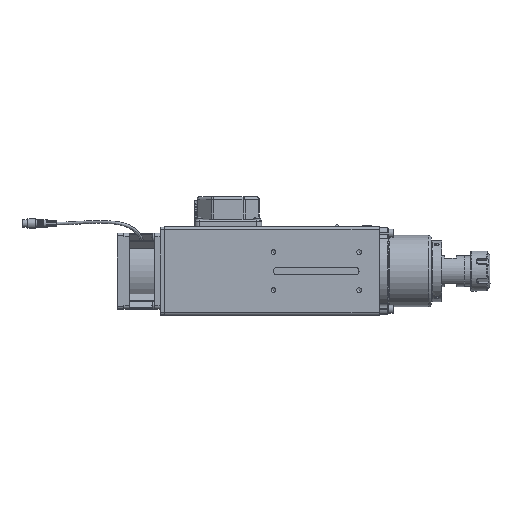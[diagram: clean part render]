
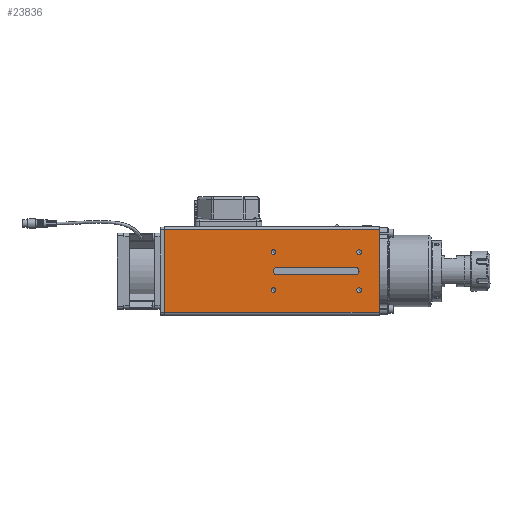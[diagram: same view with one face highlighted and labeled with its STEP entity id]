
A CAD part, left-side view. The second image highlights one B-rep face of the part: STEP entity #23836.
In plain terms, the highlighted planar face has unit normal (-1, 0, 0).
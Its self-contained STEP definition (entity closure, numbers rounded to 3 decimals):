
#2390=CIRCLE('',#25460,2.459);
#2391=CIRCLE('',#25461,2.459);
#2392=CIRCLE('',#25462,2.459);
#2393=CIRCLE('',#25463,2.459);
#2394=CIRCLE('',#25464,2.459);
#2395=CIRCLE('',#25465,2.459);
#2396=CIRCLE('',#25466,2.459);
#2397=CIRCLE('',#25467,2.459);
#2398=CIRCLE('',#25468,4.);
#2399=CIRCLE('',#25469,4.);
#4691=VERTEX_POINT('',#45846);
#4692=VERTEX_POINT('',#45847);
#4699=VERTEX_POINT('',#45863);
#4700=VERTEX_POINT('',#45864);
#4701=VERTEX_POINT('',#45867);
#4702=VERTEX_POINT('',#45868);
#4703=VERTEX_POINT('',#45871);
#4704=VERTEX_POINT('',#45872);
#4705=VERTEX_POINT('',#45875);
#4706=VERTEX_POINT('',#45876);
#4707=VERTEX_POINT('',#45879);
#4708=VERTEX_POINT('',#45880);
#4709=VERTEX_POINT('',#45882);
#4710=VERTEX_POINT('',#45884);
#4711=VERTEX_POINT('',#45887);
#4712=VERTEX_POINT('',#45888);
#7066=VECTOR('',#29725,1.);
#7070=VECTOR('',#29754,1.);
#7071=VECTOR('',#29757,1.);
#7072=VECTOR('',#29760,1.);
#7073=VECTOR('',#29761,1.);
#7074=VECTOR('',#29762,1.);
#9237=LINE('',#45845,#7066);
#9241=LINE('',#45878,#7070);
#9242=LINE('',#45883,#7071);
#9243=LINE('',#45886,#7072);
#9244=LINE('',#45889,#7073);
#9245=LINE('',#45890,#7074);
#12032=EDGE_CURVE('',#4691,#4692,#9237,.F.);
#12040=EDGE_CURVE('',#4699,#4700,#2390,.T.);
#12041=EDGE_CURVE('',#4700,#4699,#2391,.T.);
#12042=EDGE_CURVE('',#4701,#4702,#2392,.T.);
#12043=EDGE_CURVE('',#4702,#4701,#2393,.T.);
#12044=EDGE_CURVE('',#4703,#4704,#2394,.T.);
#12045=EDGE_CURVE('',#4704,#4703,#2395,.T.);
#12046=EDGE_CURVE('',#4705,#4706,#2396,.T.);
#12047=EDGE_CURVE('',#4706,#4705,#2397,.T.);
#12048=EDGE_CURVE('',#4707,#4708,#9241,.F.);
#12049=EDGE_CURVE('',#4709,#4707,#2398,.F.);
#12050=EDGE_CURVE('',#4710,#4709,#9242,.F.);
#12051=EDGE_CURVE('',#4708,#4710,#2399,.F.);
#12052=EDGE_CURVE('',#4711,#4712,#9243,.F.);
#12053=EDGE_CURVE('',#4712,#4692,#9244,.F.);
#12054=EDGE_CURVE('',#4691,#4711,#9245,.T.);
#17529=ORIENTED_EDGE('',*,*,#12040,.T.);
#17530=ORIENTED_EDGE('',*,*,#12041,.T.);
#17531=ORIENTED_EDGE('',*,*,#12042,.T.);
#17532=ORIENTED_EDGE('',*,*,#12043,.T.);
#17533=ORIENTED_EDGE('',*,*,#12044,.T.);
#17534=ORIENTED_EDGE('',*,*,#12045,.T.);
#17535=ORIENTED_EDGE('',*,*,#12046,.T.);
#17536=ORIENTED_EDGE('',*,*,#12047,.T.);
#17537=ORIENTED_EDGE('',*,*,#12048,.F.);
#17538=ORIENTED_EDGE('',*,*,#12049,.F.);
#17539=ORIENTED_EDGE('',*,*,#12050,.F.);
#17540=ORIENTED_EDGE('',*,*,#12051,.F.);
#17541=ORIENTED_EDGE('',*,*,#12052,.T.);
#17542=ORIENTED_EDGE('',*,*,#12053,.T.);
#17543=ORIENTED_EDGE('',*,*,#12032,.F.);
#17544=ORIENTED_EDGE('',*,*,#12054,.T.);
#20962=EDGE_LOOP('',(#17529,#17530));
#20963=EDGE_LOOP('',(#17531,#17532));
#20964=EDGE_LOOP('',(#17533,#17534));
#20965=EDGE_LOOP('',(#17535,#17536));
#20966=EDGE_LOOP('',(#17537,#17538,#17539,#17540));
#20967=EDGE_LOOP('',(#17541,#17542,#17543,#17544));
#22443=FACE_BOUND('',#20962,.T.);
#22444=FACE_BOUND('',#20963,.T.);
#22445=FACE_BOUND('',#20964,.T.);
#22446=FACE_BOUND('',#20965,.T.);
#22447=FACE_BOUND('',#20966,.T.);
#22448=FACE_BOUND('',#20967,.T.);
#23836=ADVANCED_FACE('',(#22443,#22444,#22445,#22446,#22447,#22448),#50125,
 .F.);
#25459=AXIS2_PLACEMENT_3D('',#45861,#29737,$);
#25460=AXIS2_PLACEMENT_3D('',#45862,#29738,#29739);
#25461=AXIS2_PLACEMENT_3D('',#45865,#29740,#29741);
#25462=AXIS2_PLACEMENT_3D('',#45866,#29742,#29743);
#25463=AXIS2_PLACEMENT_3D('',#45869,#29744,#29745);
#25464=AXIS2_PLACEMENT_3D('',#45870,#29746,#29747);
#25465=AXIS2_PLACEMENT_3D('',#45873,#29748,#29749);
#25466=AXIS2_PLACEMENT_3D('',#45874,#29750,#29751);
#25467=AXIS2_PLACEMENT_3D('',#45877,#29752,#29753);
#25468=AXIS2_PLACEMENT_3D('',#45881,#29755,#29756);
#25469=AXIS2_PLACEMENT_3D('',#45885,#29758,#29759);
#29725=DIRECTION('',(0.,0.,-1.));
#29737=DIRECTION('',(1.,0.,0.));
#29738=DIRECTION('',(1.,0.,0.));
#29739=DIRECTION('',(0.,0.,2.459));
#29740=DIRECTION('',(1.,0.,0.));
#29741=DIRECTION('',(0.,0.,2.459));
#29742=DIRECTION('',(1.,0.,0.));
#29743=DIRECTION('',(0.,0.,2.459));
#29744=DIRECTION('',(1.,0.,0.));
#29745=DIRECTION('',(0.,0.,2.459));
#29746=DIRECTION('',(1.,0.,0.));
#29747=DIRECTION('',(0.,0.,2.459));
#29748=DIRECTION('',(1.,0.,0.));
#29749=DIRECTION('',(0.,0.,2.459));
#29750=DIRECTION('',(1.,0.,0.));
#29751=DIRECTION('',(0.,0.,2.459));
#29752=DIRECTION('',(1.,0.,0.));
#29753=DIRECTION('',(0.,0.,2.459));
#29754=DIRECTION('',(0.,1.,0.));
#29755=DIRECTION('',(1.,0.,0.));
#29756=DIRECTION('',(0.,0.,4.));
#29757=DIRECTION('',(0.,-1.,0.));
#29758=DIRECTION('',(1.,0.,0.));
#29759=DIRECTION('',(0.,0.,4.));
#29760=DIRECTION('',(0.,0.,-1.));
#29761=DIRECTION('',(0.,-1.,0.));
#29762=DIRECTION('',(0.,-1.,0.));
#45845=CARTESIAN_POINT('',(-41.5,225.,0.));
#45846=CARTESIAN_POINT('',(-41.5,225.,-43.5));
#45847=CARTESIAN_POINT('',(-41.5,225.,43.5));
#45861=CARTESIAN_POINT('',(-41.5,225.,-46.5));
#45862=CARTESIAN_POINT('',(-41.5,111.,20.));
#45863=CARTESIAN_POINT('',(-41.5,111.,17.542));
#45864=CARTESIAN_POINT('',(-41.5,111.,22.459));
#45865=CARTESIAN_POINT('',(-41.5,111.,20.));
#45866=CARTESIAN_POINT('',(-41.5,21.,20.));
#45867=CARTESIAN_POINT('',(-41.5,21.,17.542));
#45868=CARTESIAN_POINT('',(-41.5,21.,22.459));
#45869=CARTESIAN_POINT('',(-41.5,21.,20.));
#45870=CARTESIAN_POINT('',(-41.5,21.,-20.));
#45871=CARTESIAN_POINT('',(-41.5,21.,-22.459));
#45872=CARTESIAN_POINT('',(-41.5,21.,-17.542));
#45873=CARTESIAN_POINT('',(-41.5,21.,-20.));
#45874=CARTESIAN_POINT('',(-41.5,111.,-20.));
#45875=CARTESIAN_POINT('',(-41.5,111.,-22.459));
#45876=CARTESIAN_POINT('',(-41.5,111.,-17.542));
#45877=CARTESIAN_POINT('',(-41.5,111.,-20.));
#45878=CARTESIAN_POINT('',(-41.5,125.,-4.));
#45879=CARTESIAN_POINT('',(-41.5,107.,-4.));
#45880=CARTESIAN_POINT('',(-41.5,25.,-4.));
#45881=CARTESIAN_POINT('',(-41.5,107.,0.));
#45882=CARTESIAN_POINT('',(-41.5,107.,4.));
#45883=CARTESIAN_POINT('',(-41.5,125.,4.));
#45884=CARTESIAN_POINT('',(-41.5,25.,4.));
#45885=CARTESIAN_POINT('',(-41.5,25.,0.));
#45886=CARTESIAN_POINT('',(-41.5,0.,-23.25));
#45887=CARTESIAN_POINT('',(-41.5,0.,-43.5));
#45888=CARTESIAN_POINT('',(-41.5,0.,43.5));
#45889=CARTESIAN_POINT('',(-41.5,225.,43.5));
#45890=CARTESIAN_POINT('',(-41.5,225.,-43.5));
#50125=PLANE('',#25459);
